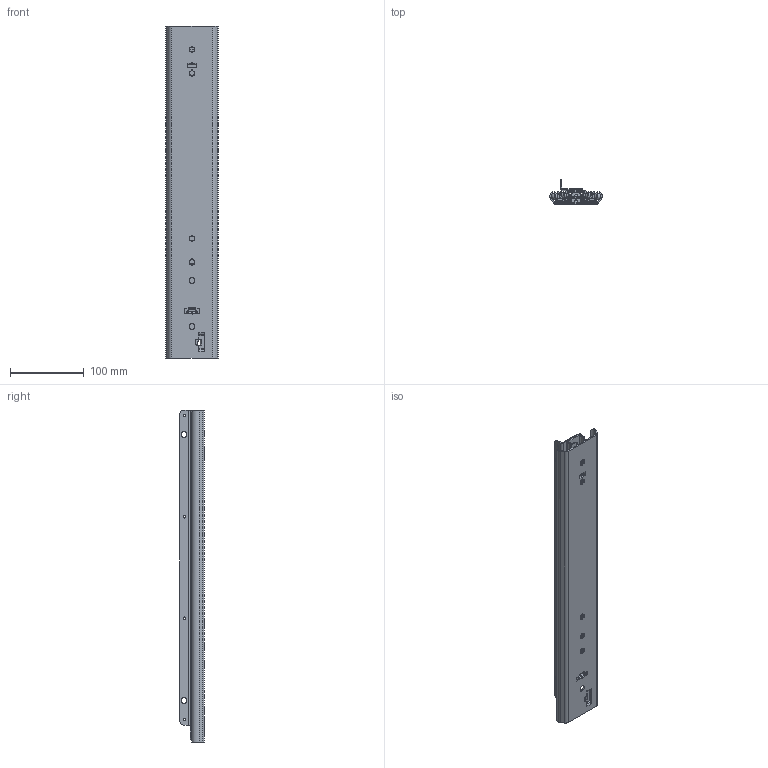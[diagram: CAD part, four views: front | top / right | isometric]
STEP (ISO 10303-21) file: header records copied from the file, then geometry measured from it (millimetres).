
FILE_DESCRIPTION((''),'2;1');
FILE_NAME('101-S44_ASM','2015-05-13T',('w.jans'),(''),'PRO/ENGINEER BY PARAMETRIC TECHNOLOGY CORPORATION, 2003450','PRO/ENGINEER BY PARAMETRIC TECHNOLOGY CORPORATION, 2003450','');
FILE_SCHEMA(('CONFIG_CONTROL_DESIGN'));
Length unit declared in the file: millimetre
Products named in the file (15): 101-S44-SKEL; 511-01-S44-TA1; 511-01-S44-TA1_ASM; 515-4XX-01-S44; 911-073; 515-4XX-01-S44_ASM; 512-01-S44-TA2; 512-01-S44-TA2_ASM; 515-5XX-01-S44; 911-078; 515-5XX-01-S44_ASM; 513-01-S44-TA3; 516-035; 513-01-S44-TA3_ASM; 101-S44_ASM
Assembly tree (50 placements, depth 3):
  101-S44_ASM
    101-S44-SKEL
    511-01-S44-TA1_ASM
      511-01-S44-TA1
    515-4XX-01-S44_ASM
      515-4XX-01-S44
      911-073  x20
    512-01-S44-TA2_ASM
      512-01-S44-TA2
    515-5XX-01-S44_ASM
      515-5XX-01-S44
      911-078  x18
    513-01-S44-TA3_ASM
      513-01-S44-TA3
      516-035
Bounding box: 70.9 x 32.7 x 450 mm (x, y, z)
Volume: 234709.1 mm3; surface area: 287369.3 mm2
Topology: 44 solids, 44 shells, 1125 faces, 3196 edges, 2000 vertices
Faces by surface type: plane 580, cylinder 413, sphere 76, torus 32, cone 24
Entity records: 36219 total; most frequent: CARTESIAN_POINT 7635, DIRECTION 6033, ORIENTED_EDGE 5944, EDGE_CURVE 2972, AXIS2_PLACEMENT_3D 2049, VECTOR 1935, LINE 1935, VERTEX_POINT 1928
